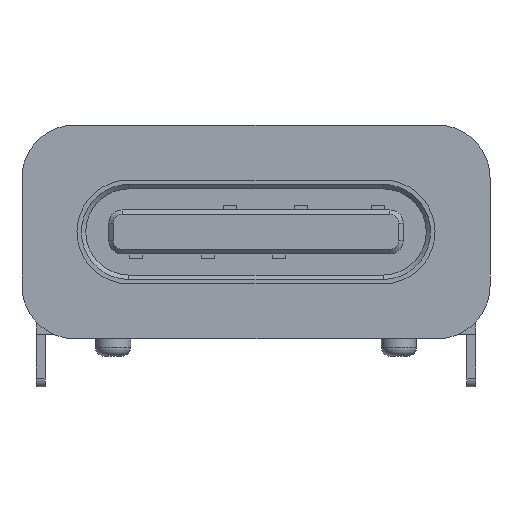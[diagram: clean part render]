
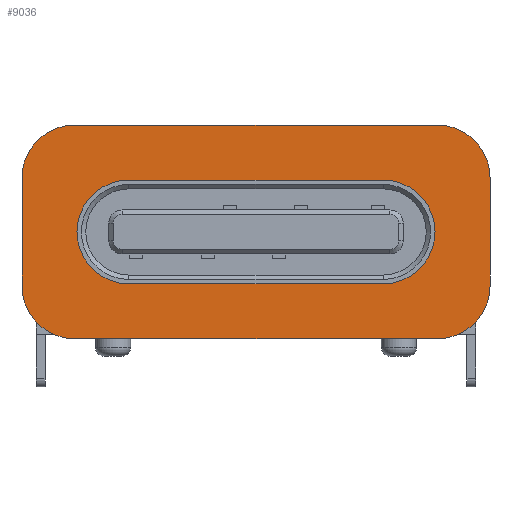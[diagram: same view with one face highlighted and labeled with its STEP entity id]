
A CAD part, front view. The second image highlights one B-rep face of the part: STEP entity #9036.
In plain terms, the highlighted planar face has unit normal (0, -1, 0).
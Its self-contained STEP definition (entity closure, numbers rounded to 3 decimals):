
#200 = AXIS2_PLACEMENT_3D ( 'NONE', #7735, #9723, #16080 ) ;
#293 = DIRECTION ( 'NONE',  ( 1., 0., 0. ) ) ;
#388 = LINE ( 'NONE', #17838, #4707 ) ;
#516 = CARTESIAN_POINT ( 'NONE',  ( 2.89, -4.465, 3.505 ) ) ;
#517 = PLANE ( 'NONE',  #16538 ) ;
#598 = EDGE_CURVE ( 'NONE', #7315, #3259, #9885, .T. ) ;
#935 = CARTESIAN_POINT ( 'NONE',  ( -4.12, -4.465, 1.095 ) ) ;
#1377 = CIRCLE ( 'NONE', #17938, 1.2 ) ;
#1598 = AXIS2_PLACEMENT_3D ( 'NONE', #935, #10494, #16620 ) ;
#1819 = EDGE_CURVE ( 'NONE', #17542, #2095, #16618, .T. ) ;
#1902 = AXIS2_PLACEMENT_3D ( 'NONE', #19115, #7884, #6020 ) ;
#1926 = CARTESIAN_POINT ( 'NONE',  ( -4.12, -4.465, 4.755 ) ) ;
#2030 = CARTESIAN_POINT ( 'NONE',  ( 4.12, -4.465, 3.555 ) ) ;
#2095 = VERTEX_POINT ( 'NONE', #19686 ) ;
#2184 = FACE_OUTER_BOUND ( 'NONE', #14907, .T. ) ;
#2286 = DIRECTION ( 'NONE',  ( -1., 0., 0. ) ) ;
#2659 = DIRECTION ( 'NONE',  ( 0., 0., -1. ) ) ;
#3259 = VERTEX_POINT ( 'NONE', #1926 ) ;
#3380 = CARTESIAN_POINT ( 'NONE',  ( -2.89, -4.465, 3.505 ) ) ;
#3630 = DIRECTION ( 'NONE',  ( 0., 0., -1. ) ) ;
#3730 = CARTESIAN_POINT ( 'NONE',  ( -4.12, -4.465, 4.755 ) ) ;
#4416 = DIRECTION ( 'NONE',  ( 0., -1., 0. ) ) ;
#4588 = EDGE_CURVE ( 'NONE', #16560, #16467, #5590, .T. ) ;
#4629 = ORIENTED_EDGE ( 'NONE', *, *, #13028, .T. ) ;
#4707 = VECTOR ( 'NONE', #293, 1000. ) ;
#4881 = VECTOR ( 'NONE', #2286, 1000. ) ;
#4968 = LINE ( 'NONE', #20543, #9647 ) ;
#5111 = CARTESIAN_POINT ( 'NONE',  ( 4.12, -4.465, 4.755 ) ) ;
#5365 = ORIENTED_EDGE ( 'NONE', *, *, #13299, .F. ) ;
#5502 = LINE ( 'NONE', #19625, #13206 ) ;
#5590 = CIRCLE ( 'NONE', #19863, 1.2 ) ;
#5698 = CARTESIAN_POINT ( 'NONE',  ( -2.89, -4.465, 2.325 ) ) ;
#6020 = DIRECTION ( 'NONE',  ( 0., 0., -1. ) ) ;
#6321 = VERTEX_POINT ( 'NONE', #3380 ) ;
#6993 = ORIENTED_EDGE ( 'NONE', *, *, #8283, .F. ) ;
#7248 = CARTESIAN_POINT ( 'NONE',  ( 2.89, -4.465, 1.145 ) ) ;
#7315 = VERTEX_POINT ( 'NONE', #5111 ) ;
#7735 = CARTESIAN_POINT ( 'NONE',  ( -4.12, -4.465, 3.555 ) ) ;
#7884 = DIRECTION ( 'NONE',  ( 0., -1., 0. ) ) ;
#8228 = VERTEX_POINT ( 'NONE', #12844 ) ;
#8283 = EDGE_CURVE ( 'NONE', #16065, #6321, #11633, .T. ) ;
#8381 = VERTEX_POINT ( 'NONE', #7248 ) ;
#9036 = ADVANCED_FACE ( 'NONE', ( #2184, #11634 ), #517, .F. ) ;
#9167 = EDGE_CURVE ( 'NONE', #2095, #8228, #10561, .T. ) ;
#9542 = ORIENTED_EDGE ( 'NONE', *, *, #4588, .T. ) ;
#9647 = VECTOR ( 'NONE', #16121, 1000. ) ;
#9723 = DIRECTION ( 'NONE',  ( 0., -1., 0. ) ) ;
#9763 = DIRECTION ( 'NONE',  ( 0., 1., 0. ) ) ;
#9885 = LINE ( 'NONE', #3730, #4881 ) ;
#10063 = EDGE_CURVE ( 'NONE', #17259, #8381, #388, .T. ) ;
#10442 = ORIENTED_EDGE ( 'NONE', *, *, #9167, .T. ) ;
#10494 = DIRECTION ( 'NONE',  ( 0., -1., 0. ) ) ;
#10561 = CIRCLE ( 'NONE', #1598, 1.2 ) ;
#11063 = CARTESIAN_POINT ( 'NONE',  ( -5.32, -4.465, 3.555 ) ) ;
#11152 = CIRCLE ( 'NONE', #200, 1.2 ) ;
#11472 = CIRCLE ( 'NONE', #13495, 1.18 ) ;
#11581 = EDGE_CURVE ( 'NONE', #8228, #16560, #4968, .T. ) ;
#11633 = LINE ( 'NONE', #516, #18481 ) ;
#11634 = FACE_BOUND ( 'NONE', #20046, .T. ) ;
#12484 = EDGE_CURVE ( 'NONE', #6321, #17259, #11472, .T. ) ;
#12844 = CARTESIAN_POINT ( 'NONE',  ( -4.12, -4.465, -0.105 ) ) ;
#13028 = EDGE_CURVE ( 'NONE', #3259, #17542, #11152, .T. ) ;
#13113 = DIRECTION ( 'NONE',  ( 0., 0., -1. ) ) ;
#13206 = VECTOR ( 'NONE', #18190, 1000. ) ;
#13299 = EDGE_CURVE ( 'NONE', #8381, #16065, #13875, .T. ) ;
#13495 = AXIS2_PLACEMENT_3D ( 'NONE', #5698, #19522, #3630 ) ;
#13705 = CARTESIAN_POINT ( 'NONE',  ( 2.89, -4.465, 3.505 ) ) ;
#13875 = CIRCLE ( 'NONE', #1902, 1.18 ) ;
#14079 = EDGE_CURVE ( 'NONE', #16467, #17248, #5502, .T. ) ;
#14798 = DIRECTION ( 'NONE',  ( -1., 0., 0. ) ) ;
#14817 = CARTESIAN_POINT ( 'NONE',  ( -2.89, -4.465, 1.145 ) ) ;
#14907 = EDGE_LOOP ( 'NONE', ( #18931, #20267, #4629, #16857, #10442, #18819, #9542, #16507 ) ) ;
#14963 = DIRECTION ( 'NONE',  ( 0., -1., 0. ) ) ;
#15230 = VECTOR ( 'NONE', #13113, 1000. ) ;
#15383 = CARTESIAN_POINT ( 'NONE',  ( 4.12, -4.465, 1.095 ) ) ;
#16065 = VERTEX_POINT ( 'NONE', #13705 ) ;
#16080 = DIRECTION ( 'NONE',  ( 0., 0., -1. ) ) ;
#16121 = DIRECTION ( 'NONE',  ( 1., 0., 0. ) ) ;
#16330 = CARTESIAN_POINT ( 'NONE',  ( 5.32, -4.465, 3.555 ) ) ;
#16467 = VERTEX_POINT ( 'NONE', #16512 ) ;
#16507 = ORIENTED_EDGE ( 'NONE', *, *, #14079, .T. ) ;
#16512 = CARTESIAN_POINT ( 'NONE',  ( 5.32, -4.465, 1.095 ) ) ;
#16538 = AXIS2_PLACEMENT_3D ( 'NONE', #17750, #9763, #17652 ) ;
#16560 = VERTEX_POINT ( 'NONE', #20315 ) ;
#16618 = LINE ( 'NONE', #19715, #15230 ) ;
#16620 = DIRECTION ( 'NONE',  ( 0., 0., -1. ) ) ;
#16857 = ORIENTED_EDGE ( 'NONE', *, *, #1819, .T. ) ;
#17248 = VERTEX_POINT ( 'NONE', #16330 ) ;
#17259 = VERTEX_POINT ( 'NONE', #14817 ) ;
#17542 = VERTEX_POINT ( 'NONE', #11063 ) ;
#17652 = DIRECTION ( 'NONE',  ( 0., 0., 1. ) ) ;
#17668 = ORIENTED_EDGE ( 'NONE', *, *, #10063, .F. ) ;
#17750 = CARTESIAN_POINT ( 'NONE',  ( 4.12, -4.465, 3.555 ) ) ;
#17838 = CARTESIAN_POINT ( 'NONE',  ( -2.89, -4.465, 1.145 ) ) ;
#17938 = AXIS2_PLACEMENT_3D ( 'NONE', #2030, #14963, #18118 ) ;
#18118 = DIRECTION ( 'NONE',  ( 0., 0., 1. ) ) ;
#18190 = DIRECTION ( 'NONE',  ( 0., 0., 1. ) ) ;
#18481 = VECTOR ( 'NONE', #14798, 1000. ) ;
#18819 = ORIENTED_EDGE ( 'NONE', *, *, #11581, .T. ) ;
#18931 = ORIENTED_EDGE ( 'NONE', *, *, #19338, .T. ) ;
#19115 = CARTESIAN_POINT ( 'NONE',  ( 2.89, -4.465, 2.325 ) ) ;
#19338 = EDGE_CURVE ( 'NONE', #17248, #7315, #1377, .T. ) ;
#19428 = ORIENTED_EDGE ( 'NONE', *, *, #12484, .F. ) ;
#19522 = DIRECTION ( 'NONE',  ( 0., -1., 0. ) ) ;
#19625 = CARTESIAN_POINT ( 'NONE',  ( 5.32, -4.465, 3.555 ) ) ;
#19686 = CARTESIAN_POINT ( 'NONE',  ( -5.32, -4.465, 1.095 ) ) ;
#19715 = CARTESIAN_POINT ( 'NONE',  ( -5.32, -4.465, 3.555 ) ) ;
#19863 = AXIS2_PLACEMENT_3D ( 'NONE', #15383, #4416, #2659 ) ;
#20046 = EDGE_LOOP ( 'NONE', ( #5365, #17668, #19428, #6993 ) ) ;
#20267 = ORIENTED_EDGE ( 'NONE', *, *, #598, .T. ) ;
#20315 = CARTESIAN_POINT ( 'NONE',  ( 4.12, -4.465, -0.105 ) ) ;
#20543 = CARTESIAN_POINT ( 'NONE',  ( -4.12, -4.465, -0.105 ) ) ;
